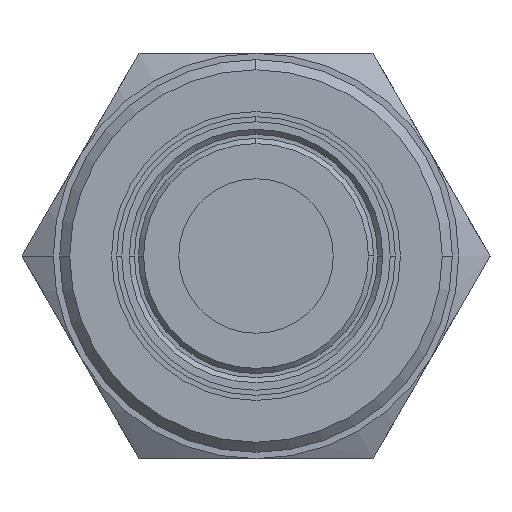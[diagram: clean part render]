
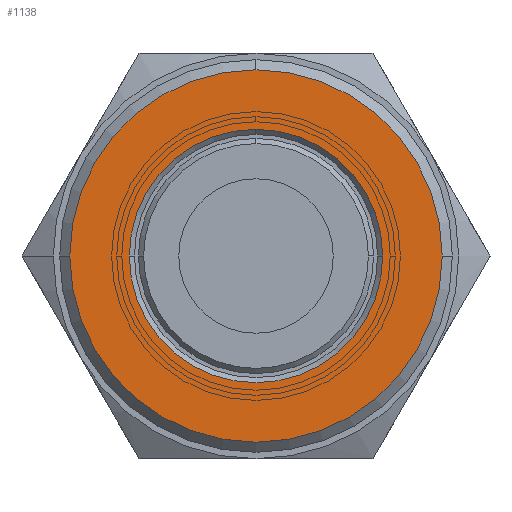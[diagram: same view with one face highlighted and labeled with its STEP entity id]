
A CAD part, left-side view. The second image highlights one B-rep face of the part: STEP entity #1138.
In plain terms, the highlighted face is planar.
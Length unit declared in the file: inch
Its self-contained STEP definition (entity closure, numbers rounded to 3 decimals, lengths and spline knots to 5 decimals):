
#110 = DIRECTION ( 'NONE',  ( 0., -1., 0. ) ) ;
#356 = CIRCLE ( 'NONE', #2132, 0.09843 ) ;
#407 = CARTESIAN_POINT ( 'NONE',  ( 0.20866, 0.14469, 0. ) ) ;
#417 = EDGE_CURVE ( 'NONE', #1032, #707, #356, .T. ) ;
#497 = CARTESIAN_POINT ( 'NONE',  ( 0.20866, 0., -0.09843 ) ) ;
#500 = CARTESIAN_POINT ( 'NONE',  ( 0.20866, 0., 0. ) ) ;
#548 = DIRECTION ( 'NONE',  ( -1., 0., 0. ) ) ;
#572 = AXIS2_PLACEMENT_3D ( 'NONE', #1671, #548, #110 ) ;
#707 = VERTEX_POINT ( 'NONE', #2438 ) ;
#764 = ORIENTED_EDGE ( 'NONE', *, *, #1541, .F. ) ;
#794 = DIRECTION ( 'NONE',  ( -1., 0., 0. ) ) ;
#808 = AXIS2_PLACEMENT_3D ( 'NONE', #1961, #794, #1245 ) ;
#897 = DIRECTION ( 'NONE',  ( 0., 1., 0. ) ) ;
#917 = FACE_BOUND ( 'NONE', #1693, .T. ) ;
#995 = AXIS2_PLACEMENT_3D ( 'NONE', #1395, #2755, #2301 ) ;
#999 = CIRCLE ( 'NONE', #808, 0.09843 ) ;
#1007 = EDGE_CURVE ( 'NONE', #2631, #1605, #1275, .T. ) ;
#1032 = VERTEX_POINT ( 'NONE', #1866 ) ;
#1046 = CIRCLE ( 'NONE', #1861, 0.14469 ) ;
#1066 = ORIENTED_EDGE ( 'NONE', *, *, #1182, .T. ) ;
#1138 = ADVANCED_FACE ( 'NONE', ( #917, #2548 ), #2513, .F. ) ;
#1143 = CARTESIAN_POINT ( 'NONE',  ( 0.20866, 0., 0. ) ) ;
#1152 = CARTESIAN_POINT ( 'NONE',  ( 0.20866, 0., 0. ) ) ;
#1182 = EDGE_CURVE ( 'NONE', #707, #1406, #1854, .T. ) ;
#1195 = DIRECTION ( 'NONE',  ( 0., 0., 1. ) ) ;
#1228 = VERTEX_POINT ( 'NONE', #1253 ) ;
#1245 = DIRECTION ( 'NONE',  ( 0., 1., 0. ) ) ;
#1253 = CARTESIAN_POINT ( 'NONE',  ( 0.20866, -0.14469, 0. ) ) ;
#1275 = CIRCLE ( 'NONE', #995, 0.14469 ) ;
#1395 = CARTESIAN_POINT ( 'NONE',  ( 0.20866, 0., 0. ) ) ;
#1406 = VERTEX_POINT ( 'NONE', #497 ) ;
#1409 = DIRECTION ( 'NONE',  ( -1., 0., 0. ) ) ;
#1541 = EDGE_CURVE ( 'NONE', #1605, #1228, #1046, .T. ) ;
#1605 = VERTEX_POINT ( 'NONE', #2618 ) ;
#1671 = CARTESIAN_POINT ( 'NONE',  ( 0.20866, 0., 0. ) ) ;
#1685 = CARTESIAN_POINT ( 'NONE',  ( 0.20866, 0., 0. ) ) ;
#1693 = EDGE_LOOP ( 'NONE', ( #1066, #2135, #2415 ) ) ;
#1830 = DIRECTION ( 'NONE',  ( -1., 0., 0. ) ) ;
#1831 = EDGE_LOOP ( 'NONE', ( #2361, #764, #1940 ) ) ;
#1854 = CIRCLE ( 'NONE', #2683, 0.09843 ) ;
#1861 = AXIS2_PLACEMENT_3D ( 'NONE', #1152, #1830, #897 ) ;
#1866 = CARTESIAN_POINT ( 'NONE',  ( 0.20866, -0.09843, 0. ) ) ;
#1940 = ORIENTED_EDGE ( 'NONE', *, *, #1007, .F. ) ;
#1961 = CARTESIAN_POINT ( 'NONE',  ( 0.20866, 0., 0. ) ) ;
#2132 = AXIS2_PLACEMENT_3D ( 'NONE', #1143, #2282, #2714 ) ;
#2135 = ORIENTED_EDGE ( 'NONE', *, *, #2481, .T. ) ;
#2162 = DIRECTION ( 'NONE',  ( 0., 1., 0. ) ) ;
#2282 = DIRECTION ( 'NONE',  ( -1., 0., 0. ) ) ;
#2301 = DIRECTION ( 'NONE',  ( 0., 1., 0. ) ) ;
#2361 = ORIENTED_EDGE ( 'NONE', *, *, #2865, .F. ) ;
#2415 = ORIENTED_EDGE ( 'NONE', *, *, #417, .T. ) ;
#2437 = AXIS2_PLACEMENT_3D ( 'NONE', #500, #1409, #1195 ) ;
#2438 = CARTESIAN_POINT ( 'NONE',  ( 0.20866, 0.09843, 0. ) ) ;
#2481 = EDGE_CURVE ( 'NONE', #1406, #1032, #999, .T. ) ;
#2513 = PLANE ( 'NONE',  #2437 ) ;
#2548 = FACE_OUTER_BOUND ( 'NONE', #1831, .T. ) ;
#2589 = CIRCLE ( 'NONE', #572, 0.14469 ) ;
#2618 = CARTESIAN_POINT ( 'NONE',  ( 0.20866, 0., -0.14469 ) ) ;
#2631 = VERTEX_POINT ( 'NONE', #407 ) ;
#2683 = AXIS2_PLACEMENT_3D ( 'NONE', #1685, #2837, #2162 ) ;
#2714 = DIRECTION ( 'NONE',  ( 0., -1., 0. ) ) ;
#2755 = DIRECTION ( 'NONE',  ( -1., 0., 0. ) ) ;
#2837 = DIRECTION ( 'NONE',  ( -1., 0., 0. ) ) ;
#2865 = EDGE_CURVE ( 'NONE', #1228, #2631, #2589, .T. ) ;
